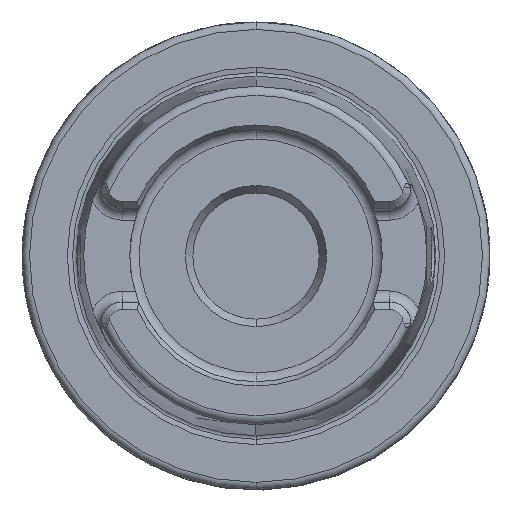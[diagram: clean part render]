
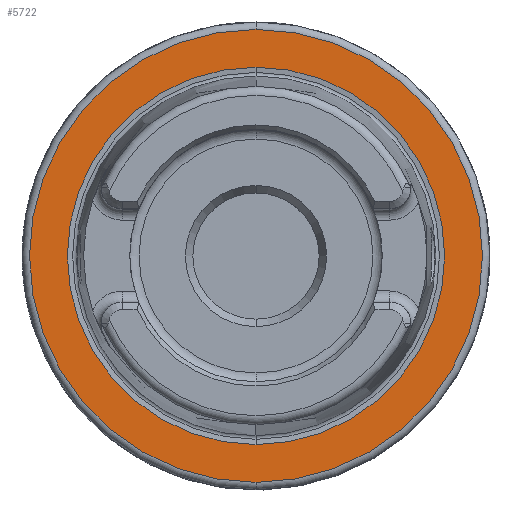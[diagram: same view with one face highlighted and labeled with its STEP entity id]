
A CAD part, top view. The second image highlights one B-rep face of the part: STEP entity #5722.
In plain terms, the highlighted planar face has unit normal (0, 0, 1).
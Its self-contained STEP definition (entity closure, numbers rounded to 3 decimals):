
#1264=CARTESIAN_POINT('',(0,0,26));
#1265=DIRECTION('',(0,0,-1));
#1266=DIRECTION('',(0,1,0));
#1267=AXIS2_PLACEMENT_3D('',#1264,#1265,#1266);
#1277=CARTESIAN_POINT('',(0,0,26));
#1278=DIRECTION('',(0,0,1));
#1279=DIRECTION('',(0,1,0));
#1280=AXIS2_PLACEMENT_3D('',#1277,#1278,#1279);
#1282=CARTESIAN_POINT('',(0,0,26));
#1283=DIRECTION('',(0,0,1));
#1284=DIRECTION('',(0,1,0));
#1285=AXIS2_PLACEMENT_3D('',#1282,#1283,#1284);
#1287=CARTESIAN_POINT('',(0,0,26));
#1288=DIRECTION('',(0,0,1));
#1289=DIRECTION('',(0,-1,0));
#1290=AXIS2_PLACEMENT_3D('',#1287,#1288,#1289);
#3754=CARTESIAN_POINT('',(0,25.409,26));
#3756=VERTEX_POINT('',#3754);
#3790=CARTESIAN_POINT('',(0,-25.409,26));
#3792=VERTEX_POINT('',#3790);
#3856=CARTESIAN_POINT('',(0,30.5,26));
#3857=CARTESIAN_POINT('',(0,-30.5,26));
#3858=VERTEX_POINT('',#3856);
#3859=VERTEX_POINT('',#3857);
#5707=CARTESIAN_POINT('',(0,0,26));
#5708=DIRECTION('',(0,0,-1));
#5709=DIRECTION('',(0,-1,0));
#5710=AXIS2_PLACEMENT_3D('',#5707,#5708,#5709);
#5711=PLANE('',#5710);
#5713=ORIENTED_EDGE('',*,*,#5712,.F.);
#5715=ORIENTED_EDGE('',*,*,#5714,.F.);
#5716=EDGE_LOOP('',(#5713,#5715));
#5717=FACE_OUTER_BOUND('',#5716,.F.);
#5718=ORIENTED_EDGE('',*,*,#5702,.T.);
#5719=ORIENTED_EDGE('',*,*,#5686,.F.);
#5720=EDGE_LOOP('',(#5718,#5719));
#5721=FACE_BOUND('',#5720,.F.);
#5722=ADVANCED_FACE('',(#5717,#5721),#5711,.F.);
#1268=CIRCLE('',#1267,25.409);
#1281=CIRCLE('',#1280,25.409);
#1286=CIRCLE('',#1285,30.5);
#1291=CIRCLE('',#1290,30.5);
#5686=EDGE_CURVE('',#3756,#3792,#1268,.T.);
#5702=EDGE_CURVE('',#3756,#3792,#1281,.T.);
#5712=EDGE_CURVE('',#3858,#3859,#1286,.T.);
#5714=EDGE_CURVE('',#3859,#3858,#1291,.T.);
